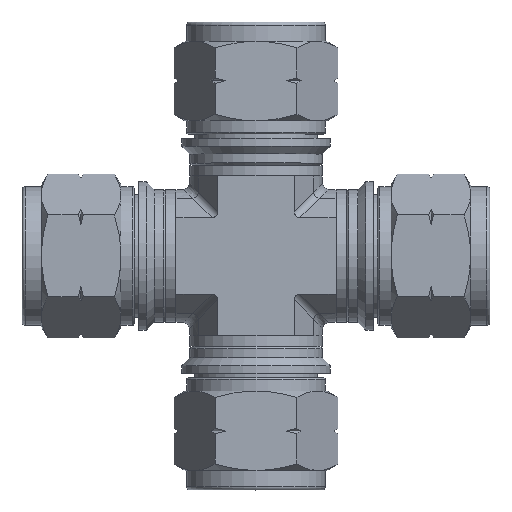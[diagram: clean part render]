
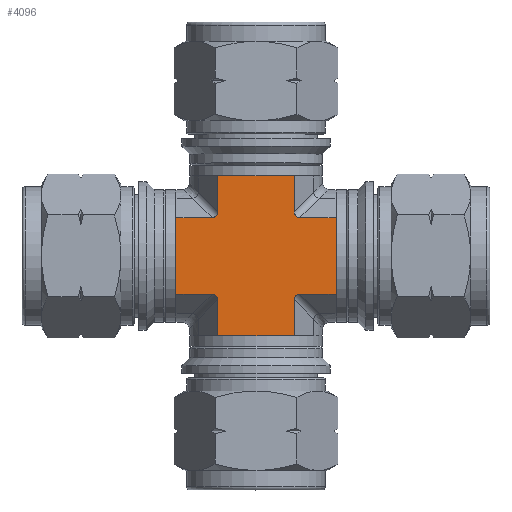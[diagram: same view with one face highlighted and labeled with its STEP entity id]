
A CAD part, top view. The second image highlights one B-rep face of the part: STEP entity #4096.
In plain terms, the highlighted planar face has unit normal (0, 0, 1).
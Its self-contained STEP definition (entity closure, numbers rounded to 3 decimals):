
#19=ELLIPSE('',#4521,1.291,1.);
#26=ELLIPSE('',#4539,1.291,1.);
#30=ELLIPSE('',#4551,1.291,1.);
#31=ELLIPSE('',#4557,1.291,1.);
#712=FACE_OUTER_BOUND('',#1006,.T.);
#1006=EDGE_LOOP('',(#3677,#3678,#3679,#3680,#3681,#3682,#3683,#3684,#3685,
#3686,#3687,#3688,#3689,#3690,#3691,#3692));
#1146=LINE('',#7204,#1330);
#1154=LINE('',#7261,#1338);
#1164=LINE('',#7325,#1348);
#1176=LINE('',#7396,#1360);
#1179=LINE('',#7411,#1363);
#1181=LINE('',#7416,#1365);
#1187=LINE('',#7434,#1371);
#1195=LINE('',#7449,#1379);
#1200=LINE('',#7463,#1384);
#1204=LINE('',#7473,#1388);
#1206=LINE('',#7478,#1390);
#1207=LINE('',#7480,#1391);
#1330=VECTOR('',#5531,10.);
#1338=VECTOR('',#5557,10.);
#1348=VECTOR('',#5591,10.);
#1360=VECTOR('',#5633,10.);
#1363=VECTOR('',#5650,10.);
#1365=VECTOR('',#5656,10.);
#1371=VECTOR('',#5674,10.);
#1379=VECTOR('',#5688,10.);
#1384=VECTOR('',#5701,10.);
#1388=VECTOR('',#5711,10.);
#1390=VECTOR('',#5717,10.);
#1391=VECTOR('',#5720,10.);
#1882=VERTEX_POINT('',#7143);
#1883=VERTEX_POINT('',#7144);
#1893=VERTEX_POINT('',#7203);
#1900=VERTEX_POINT('',#7251);
#1901=VERTEX_POINT('',#7253);
#1903=VERTEX_POINT('',#7259);
#1912=VERTEX_POINT('',#7315);
#1913=VERTEX_POINT('',#7317);
#1915=VERTEX_POINT('',#7323);
#1918=VERTEX_POINT('',#7335);
#1919=VERTEX_POINT('',#7336);
#1929=VERTEX_POINT('',#7395);
#1941=VERTEX_POINT('',#7433);
#1945=VERTEX_POINT('',#7447);
#1949=VERTEX_POINT('',#7460);
#1950=VERTEX_POINT('',#7462);
#2435=EDGE_CURVE('',#1882,#1883,#19,.T.);
#2450=EDGE_CURVE('',#1893,#1883,#1146,.T.);
#2460=EDGE_CURVE('',#1900,#1901,#26,.T.);
#2464=EDGE_CURVE('',#1903,#1900,#1154,.T.);
#2477=EDGE_CURVE('',#1912,#1913,#30,.T.);
#2481=EDGE_CURVE('',#1912,#1915,#1164,.T.);
#2486=EDGE_CURVE('',#1918,#1919,#31,.T.);
#2501=EDGE_CURVE('',#1919,#1929,#1176,.T.);
#2509=EDGE_CURVE('',#1903,#1893,#1179,.T.);
#2512=EDGE_CURVE('',#1929,#1915,#1181,.T.);
#2521=EDGE_CURVE('',#1941,#1901,#1187,.T.);
#2529=EDGE_CURVE('',#1945,#1918,#1195,.T.);
#2535=EDGE_CURVE('',#1949,#1950,#1200,.T.);
#2541=EDGE_CURVE('',#1945,#1941,#1204,.T.);
#2544=EDGE_CURVE('',#1882,#1950,#1206,.T.);
#2545=EDGE_CURVE('',#1913,#1949,#1207,.T.);
#3677=ORIENTED_EDGE('',*,*,#2535,.F.);
#3678=ORIENTED_EDGE('',*,*,#2545,.F.);
#3679=ORIENTED_EDGE('',*,*,#2477,.F.);
#3680=ORIENTED_EDGE('',*,*,#2481,.T.);
#3681=ORIENTED_EDGE('',*,*,#2512,.F.);
#3682=ORIENTED_EDGE('',*,*,#2501,.F.);
#3683=ORIENTED_EDGE('',*,*,#2486,.F.);
#3684=ORIENTED_EDGE('',*,*,#2529,.F.);
#3685=ORIENTED_EDGE('',*,*,#2541,.T.);
#3686=ORIENTED_EDGE('',*,*,#2521,.T.);
#3687=ORIENTED_EDGE('',*,*,#2460,.F.);
#3688=ORIENTED_EDGE('',*,*,#2464,.F.);
#3689=ORIENTED_EDGE('',*,*,#2509,.T.);
#3690=ORIENTED_EDGE('',*,*,#2450,.T.);
#3691=ORIENTED_EDGE('',*,*,#2435,.F.);
#3692=ORIENTED_EDGE('',*,*,#2544,.T.);
#3838=PLANE('',#4595);
#4096=ADVANCED_FACE('',(#712),#3838,.T.);
#4521=AXIS2_PLACEMENT_3D('',#7145,#5501,#5502);
#4539=AXIS2_PLACEMENT_3D('',#7254,#5550,#5551);
#4551=AXIS2_PLACEMENT_3D('',#7318,#5584,#5585);
#4557=AXIS2_PLACEMENT_3D('',#7337,#5603,#5604);
#4595=AXIS2_PLACEMENT_3D('',#7479,#5718,#5719);
#5501=DIRECTION('center_axis',(0.,0.,
1.));
#5502=DIRECTION('ref_axis',(-0.707,0.707,0.));
#5531=DIRECTION('',(0.,1.,0.));
#5550=DIRECTION('center_axis',(0.,0.,
1.));
#5551=DIRECTION('ref_axis',(0.707,0.707,0.));
#5557=DIRECTION('',(0.,1.,0.));
#5584=DIRECTION('center_axis',(0.,0.,
1.));
#5585=DIRECTION('ref_axis',(-0.707,-0.707,0.));
#5591=DIRECTION('',(0.,1.,0.));
#5603=DIRECTION('center_axis',(0.,0.,
1.));
#5604=DIRECTION('ref_axis',(0.707,-0.707,0.));
#5633=DIRECTION('',(0.,1.,0.));
#5650=DIRECTION('',(1.,0.,0.));
#5656=DIRECTION('',(1.,0.,0.));
#5674=DIRECTION('',(1.,0.,0.));
#5688=DIRECTION('',(1.,0.,0.));
#5701=DIRECTION('',(0.,-1.,0.));
#5711=DIRECTION('',(0.,-1.,0.));
#5717=DIRECTION('',(1.,0.,0.));
#5718=DIRECTION('center_axis',(0.,0.,
1.));
#5719=DIRECTION('ref_axis',(0.,-1.,0.));
#5720=DIRECTION('',(1.,0.,0.));
#7143=CARTESIAN_POINT('',(6.813,-5.947,10.3));
#7144=CARTESIAN_POINT('',(5.947,-6.813,10.3));
#7145=CARTESIAN_POINT('Origin',(7.101,-7.101,10.3));
#7203=CARTESIAN_POINT('',(5.947,-12.4,10.3));
#7204=CARTESIAN_POINT('',(5.947,-12.4,10.3));
#7251=CARTESIAN_POINT('',(-5.947,-6.813,10.3));
#7253=CARTESIAN_POINT('',(-6.813,-5.947,10.3));
#7254=CARTESIAN_POINT('Origin',(-7.101,-7.101,10.3));
#7259=CARTESIAN_POINT('',(-5.947,-12.4,10.3));
#7261=CARTESIAN_POINT('',(-5.947,-12.4,10.3));
#7315=CARTESIAN_POINT('',(5.947,6.813,10.3));
#7317=CARTESIAN_POINT('',(6.813,5.947,10.3));
#7318=CARTESIAN_POINT('Origin',(7.101,7.101,10.3));
#7323=CARTESIAN_POINT('',(5.947,12.4,10.3));
#7325=CARTESIAN_POINT('',(5.947,-12.4,10.3));
#7335=CARTESIAN_POINT('',(-6.813,5.947,10.3));
#7336=CARTESIAN_POINT('',(-5.947,6.813,10.3));
#7337=CARTESIAN_POINT('Origin',(-7.101,7.101,10.3));
#7395=CARTESIAN_POINT('',(-5.947,12.4,10.3));
#7396=CARTESIAN_POINT('',(-5.947,-12.4,10.3));
#7411=CARTESIAN_POINT('',(-5.947,-12.4,10.3));
#7416=CARTESIAN_POINT('',(-2.973,12.4,10.3));
#7433=CARTESIAN_POINT('',(-12.4,-5.947,10.3));
#7434=CARTESIAN_POINT('',(-12.4,-5.947,10.3));
#7447=CARTESIAN_POINT('',(-12.4,5.947,10.3));
#7449=CARTESIAN_POINT('',(-12.4,5.947,10.3));
#7460=CARTESIAN_POINT('',(12.4,5.947,10.3));
#7462=CARTESIAN_POINT('',(12.4,-5.947,10.3));
#7463=CARTESIAN_POINT('',(12.4,2.973,10.3));
#7473=CARTESIAN_POINT('',(-12.4,5.947,10.3));
#7478=CARTESIAN_POINT('',(-12.4,-5.947,10.3));
#7479=CARTESIAN_POINT('Origin',(-12.4,5.947,10.3));
#7480=CARTESIAN_POINT('',(-12.4,5.947,10.3));
